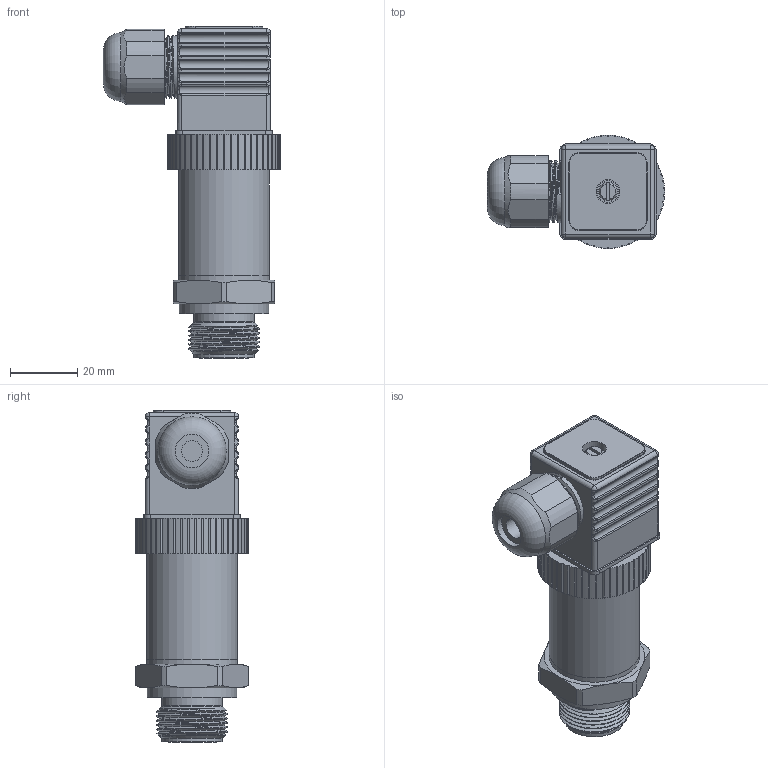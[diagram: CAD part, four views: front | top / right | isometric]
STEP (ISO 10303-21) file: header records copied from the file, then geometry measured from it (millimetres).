
FILE_DESCRIPTION(('STEP AP242'), '1');
FILE_NAME('ÏÄ100È-CD-121-X-Y (Òîðöåâîé G1.2)', '', ('UNSPECIFIED'), ('UNSPECIFIED'), 'C3D Converter', 'C3D Toolkit', '');
FILE_SCHEMA(('AP242_MANAGED_MODEL_BASED_3D_ENGINEERING_MIM_LF { 1 0 10303 442 1 1 4 }'));
Length unit declared in the file: millimetre
Products named in the file (29): КУВФ.301141.410.6550-01; КУВФ.713261.430.2362-01; Мембрана FM PFE 02D4A; КУВФ.301152.320.1440; B313M27N0 Контакты; B313M27N0 ГН; O-ring 22x1,8; PCB; Board; VD1; DO-219AB_SMF; VD2; C1; 1210(3225); C2; КУВФ.741582.430.2021; SHR-04V/2-28-48-SS/1    -01; SHR-04V-S-B; -01; Разъем G1BU3000SKIGOW (HTP); Прокладка; Разъем; B313M27N0 Винт
Assembly tree (29 placements, depth 5):
  (unnamed)
    (unnamed)
    (unnamed)
    КУВФ.301141.410.6550-01
      КУВФ.713261.430.2362-01
      Мембрана FM PFE 02D4A
    КУВФ.301152.320.1440
      B313M27N0 Контакты
      B313M27N0 ГН
      O-ring 22x1,8
      PCB
        Board
        VD1
          DO-219AB_SMF
        VD2
          DO-219AB_SMF
        C1
          1210(3225)
        C2
          1210(3225)
      КУВФ.741582.430.2021  x2
      SHR-04V/2-28-48-SS/1    -01
        SHR-04V-S-B
        -01
        -01
    Разъем G1BU3000SKIGOW (HTP)
      Прокладка
      Разъем
      B313M27N0 Винт
Bounding box: 52.6 x 33.7 x 98.59 mm (x, y, z)
Volume: 50534.3 mm3; surface area: 29379.3 mm2
Topology: 24 solids, 24 shells, 1365 faces, 3377 edges, 2146 vertices
Faces by surface type: plane 678, cylinder 415, bspline 150, torus 62, sphere 36, cone 24
Full cylindrical faces by diameter (mm): 0.5 x16, 1 x1, 2 x1, 2.5 x1, 3 x2, 4 x2, 4.5 x1, 6 x1, 6.2 x1, 6.5 x1, 7 x1, 8 x2, 9.5 x1, 10 x1, 18 x1, 18.1 x2, 18.6 x1, 21.5 x1, 22 x2, 23 x2, 23.7 x2, 24 x1, 24.5 x1, 25 x2, 25.5 x1, 26.7 x1, 26.9 x2
Entity records: 67211 total; most frequent: CARTESIAN_POINT 27818, ORIENTED_EDGE 6344, DIRECTION 5967, EDGE_CURVE 3172, AXIS2_PLACEMENT_3D 2071, VERTEX_POINT 2069, LINE 1825, VECTOR 1825
